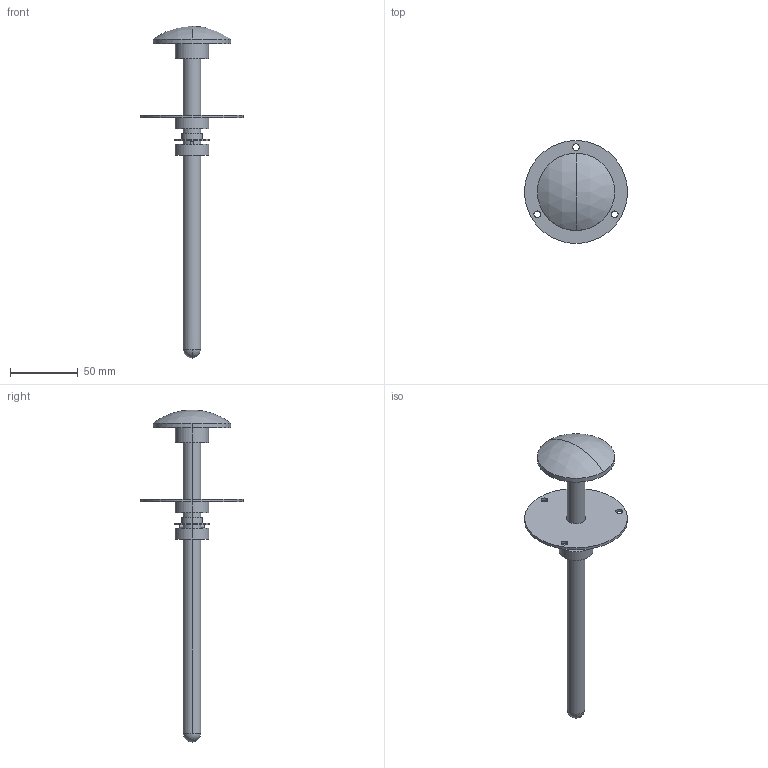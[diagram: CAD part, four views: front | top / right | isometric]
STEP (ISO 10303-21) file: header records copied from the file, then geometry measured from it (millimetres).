
FILE_DESCRIPTION (( 'STEP AP203' ), '1' );
FILE_NAME ('FC-701.STEP', '2017-12-22T04:51:23', ( '' ), ( '' ), 'SwSTEP 2.0', 'SolidWorks 2014', '' );
FILE_SCHEMA (( 'CONFIG_CONTROL_DESIGN' ));
Length unit declared in the file: millimetre
Products named in the file (5): FC-701フェルト_; FC-701; FC-701フランジ_; FC-701座金_; FC-701押し棒_
Assembly tree (5 placements, depth 2):
  FC-701
    FC-701フランジ_
    FC-701座金_
    FC-701押し棒_
    FC-701フェルト_  x2
Bounding box: 76 x 76 x 245 mm (x, y, z)
Volume: 70749.9 mm3; surface area: 29736 mm2
Topology: 5 solids, 5 shells, 51 faces, 112 edges, 74 vertices
Faces by surface type: cylinder 34, plane 13, sphere 4
Entity records: 1915 total; most frequent: CARTESIAN_POINT 289, DIRECTION 264, ORIENTED_EDGE 196, AXIS2_PLACEMENT_3D 117, EDGE_CURVE 98, VERTEX_POINT 66, CIRCLE 64, EDGE_LOOP 62
